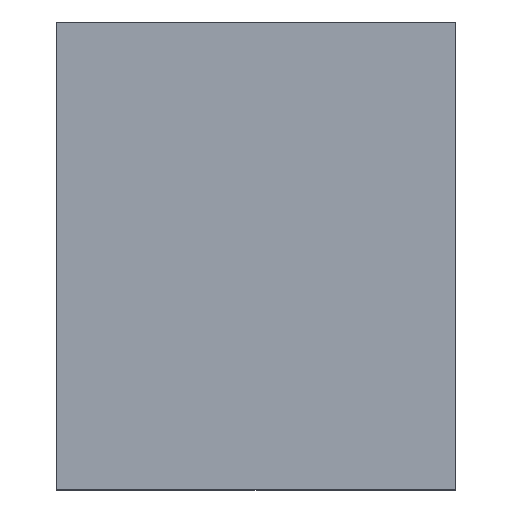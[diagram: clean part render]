
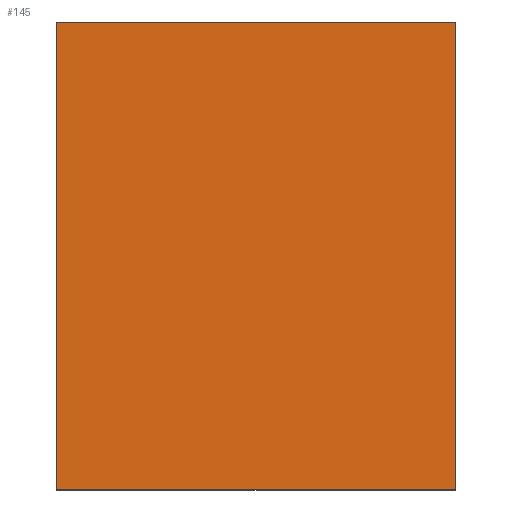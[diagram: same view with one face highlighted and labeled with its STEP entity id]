
A CAD part, left-side view. The second image highlights one B-rep face of the part: STEP entity #145.
In plain terms, the highlighted planar face has unit normal (-1, 0, 0).
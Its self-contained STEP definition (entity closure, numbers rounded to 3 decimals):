
#5 = EDGE_CURVE ( 'NONE', #176, #163, #152, .T. ) ;
#9 = PLANE ( 'NONE',  #102 ) ;
#20 = CARTESIAN_POINT ( 'NONE',  ( -260., 230., -135. ) ) ;
#23 = ORIENTED_EDGE ( 'NONE', *, *, #27, .T. ) ;
#27 = EDGE_CURVE ( 'NONE', #60, #163, #186, .T. ) ;
#30 = CARTESIAN_POINT ( 'NONE',  ( -260., 230., 135. ) ) ;
#51 = VECTOR ( 'NONE', #106, 1000. ) ;
#60 = VERTEX_POINT ( 'NONE', #105 ) ;
#64 = DIRECTION ( 'NONE',  ( 0., 0., -1. ) ) ;
#70 = DIRECTION ( 'NONE',  ( 0., -1., 0. ) ) ;
#79 = CARTESIAN_POINT ( 'NONE',  ( -260., 230., 135. ) ) ;
#82 = CARTESIAN_POINT ( 'NONE',  ( -260., 230., 135. ) ) ;
#87 = ORIENTED_EDGE ( 'NONE', *, *, #171, .T. ) ;
#91 = DIRECTION ( 'NONE',  ( 0., 0., 1. ) ) ;
#99 = EDGE_LOOP ( 'NONE', ( #23, #184, #144, #87 ) ) ;
#102 = AXIS2_PLACEMENT_3D ( 'NONE', #79, #206, #64 ) ;
#105 = CARTESIAN_POINT ( 'NONE',  ( -260., 0., -135. ) ) ;
#106 = DIRECTION ( 'NONE',  ( 0., 0., 1. ) ) ;
#108 = DIRECTION ( 'NONE',  ( 0., -1., 0. ) ) ;
#127 = CARTESIAN_POINT ( 'NONE',  ( -260., 0., 135. ) ) ;
#130 = VECTOR ( 'NONE', #70, 1000. ) ;
#132 = EDGE_CURVE ( 'NONE', #194, #176, #170, .T. ) ;
#133 = CARTESIAN_POINT ( 'NONE',  ( -260., 230., 135. ) ) ;
#144 = ORIENTED_EDGE ( 'NONE', *, *, #132, .F. ) ;
#145 = ADVANCED_FACE ( 'NONE', ( #151 ), #9, .F. ) ;
#151 = FACE_OUTER_BOUND ( 'NONE', #99, .T. ) ;
#152 = LINE ( 'NONE', #133, #167 ) ;
#156 = LINE ( 'NONE', #195, #130 ) ;
#163 = VERTEX_POINT ( 'NONE', #127 ) ;
#167 = VECTOR ( 'NONE', #108, 1000. ) ;
#170 = LINE ( 'NONE', #30, #191 ) ;
#171 = EDGE_CURVE ( 'NONE', #194, #60, #156, .T. ) ;
#176 = VERTEX_POINT ( 'NONE', #82 ) ;
#184 = ORIENTED_EDGE ( 'NONE', *, *, #5, .F. ) ;
#186 = LINE ( 'NONE', #199, #51 ) ;
#191 = VECTOR ( 'NONE', #91, 1000. ) ;
#194 = VERTEX_POINT ( 'NONE', #20 ) ;
#195 = CARTESIAN_POINT ( 'NONE',  ( -260., 230., -135. ) ) ;
#199 = CARTESIAN_POINT ( 'NONE',  ( -260., 0., 135. ) ) ;
#206 = DIRECTION ( 'NONE',  ( 1., 0., 0. ) ) ;
